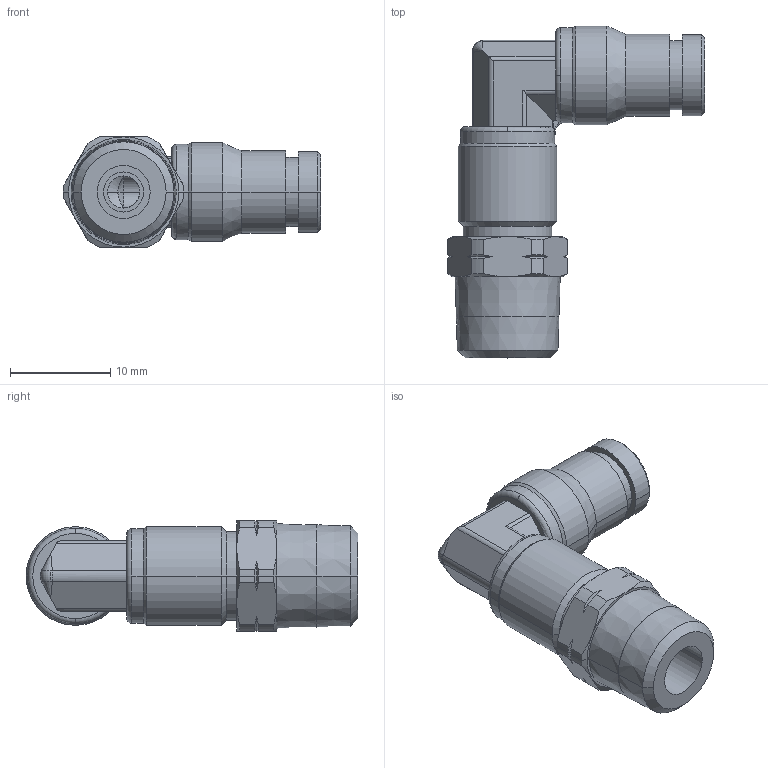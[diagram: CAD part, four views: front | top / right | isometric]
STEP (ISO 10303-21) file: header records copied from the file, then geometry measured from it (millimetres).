
FILE_DESCRIPTION(('STEP AP214'),'1');
FILE_NAME('3809_04_11.stp','2016-07-07T14:27:19',('TraceParts'),('TraceParts S.A.'),'Spatial InterOp 3D',' ',' ');
FILE_SCHEMA(('automotive_design'));
Length unit declared in the file: millimetre
Products named in the file (1): 1
Bounding box: 25.64 x 33.11 x 11 mm (x, y, z)
Volume: 2477.3 mm3; surface area: 2268.7 mm2
Topology: 1 solids, 1 shells, 161 faces, 397 edges, 243 vertices
Faces by surface type: cylinder 59, cone 58, plane 32, torus 12
Entity records: 5083 total; most frequent: CARTESIAN_POINT 1357, DIRECTION 804, ORIENTED_EDGE 786, EDGE_CURVE 393, AXIS2_PLACEMENT_3D 334, VERTEX_POINT 243, EDGE_LOOP 172, CIRCLE 164
